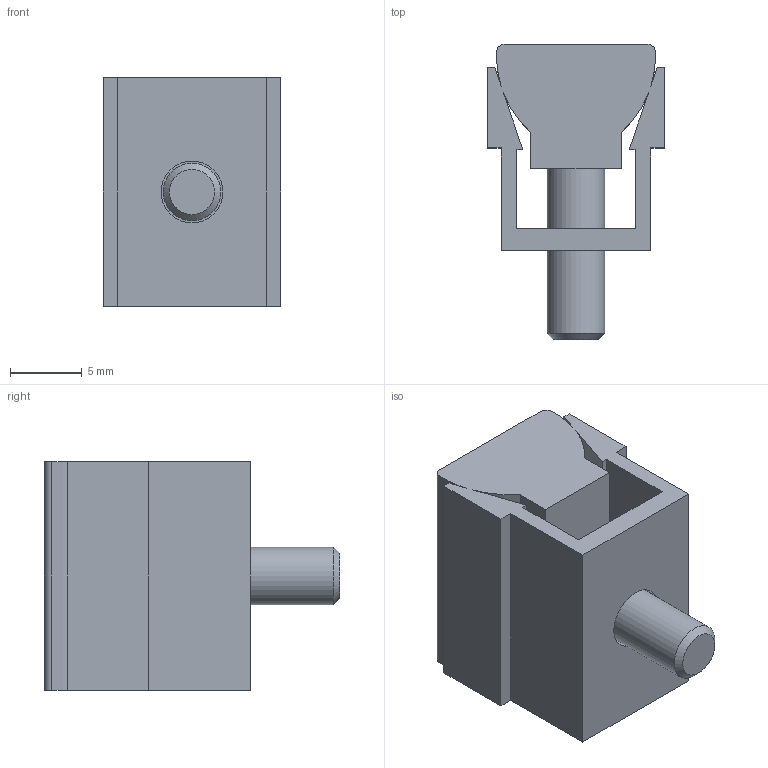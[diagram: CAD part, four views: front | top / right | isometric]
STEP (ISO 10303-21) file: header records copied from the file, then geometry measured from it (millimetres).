
FILE_DESCRIPTION( ( 'STEP AP214' ), '1' );
FILE_NAME( 'K0037.04.stp', '2020-11-24T15:16:54', ( '' ), ( '' ), ' ', 'PARTsolutions', ' ' );
FILE_SCHEMA( ( 'AUTOMOTIVE_DESIGN { 1 0 10303 214 1 1 1 1 }' ) );
Length unit declared in the file: millimetre
Products named in the file (1): _K0037.04
Bounding box: 12.3 x 20.5 x 15.9 mm (x, y, z)
Volume: 1950.5 mm3; surface area: 2362.1 mm2
Topology: 1 solids, 1 shells, 48 faces, 121 edges, 80 vertices
Faces by surface type: plane 35, cylinder 11, torus 1, cone 1
Full cylindrical faces by diameter (mm): 4 x1, 4.3 x2, 7 x1, 7.5 x1
Entity records: 1806 total; most frequent: CARTESIAN_POINT 243, DIRECTION 236, ORIENTED_EDGE 228, EDGE_CURVE 114, LINE 90, VECTOR 90, VERTEX_POINT 80, AXIS2_PLACEMENT_3D 73
